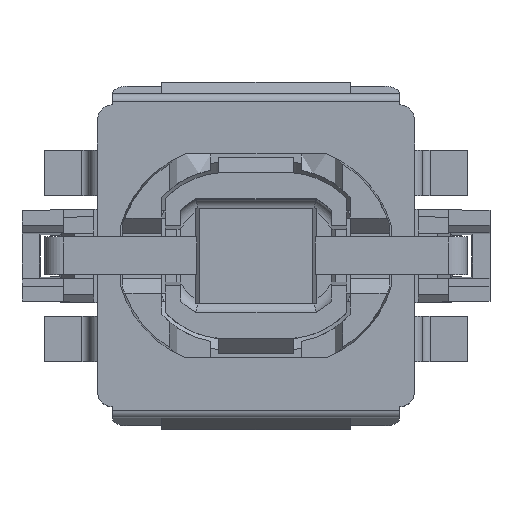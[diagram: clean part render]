
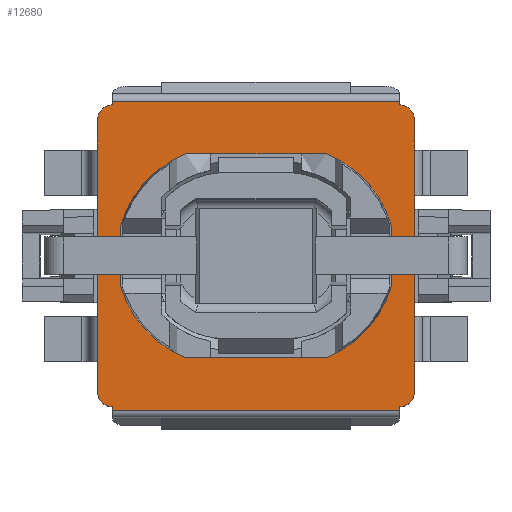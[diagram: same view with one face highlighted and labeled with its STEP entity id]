
A CAD part, top view. The second image highlights one B-rep face of the part: STEP entity #12680.
In plain terms, the highlighted planar face has unit normal (0, 0, 1).
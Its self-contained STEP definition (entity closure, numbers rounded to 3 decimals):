
#226=FACE_BOUND('',#4186,.T.);
#1609=LINE('',#21830,#2837);
#1611=LINE('',#21834,#2839);
#1613=LINE('',#21838,#2841);
#1614=LINE('',#21840,#2842);
#1615=LINE('',#21842,#2843);
#1616=LINE('',#21846,#2844);
#1618=LINE('',#21851,#2846);
#1620=LINE('',#21854,#2848);
#1621=LINE('',#21859,#2849);
#1627=LINE('',#21873,#2855);
#1630=LINE('',#21881,#2858);
#1632=LINE('',#21894,#2860);
#2837=VECTOR('',#17178,3.8);
#2839=VECTOR('',#17184,0.042);
#2841=VECTOR('',#17190,0.042);
#2842=VECTOR('',#17193,3.6);
#2843=VECTOR('',#17196,3.6);
#2844=VECTOR('',#17201,0.045);
#2846=VECTOR('',#17207,3.8);
#2848=VECTOR('',#17211,0.045);
#2849=VECTOR('',#17216,0.755);
#2855=VECTOR('',#17230,1.858);
#2858=VECTOR('',#17239,0.755);
#2860=VECTOR('',#17259,1.858);
#3516=FACE_OUTER_BOUND('',#4185,.T.);
#4185=EDGE_LOOP('',(#10929,#10930,#10931,#10932,#10933,#10934,#10935,#10936,
#10937,#10938,#10939,#10940));
#4186=EDGE_LOOP('',(#10941,#10942,#10943,#10944,#10945,#10946,#10947,#10948));
#4533=CIRCLE('',#13653,0.2);
#4534=CIRCLE('',#13659,0.2);
#4535=CIRCLE('',#13662,0.2);
#4544=CIRCLE('',#13744,0.2);
#4555=CIRCLE('',#13801,1.45);
#4557=CIRCLE('',#13805,1.45);
#4563=CIRCLE('',#13815,1.45);
#4564=CIRCLE('',#13816,1.45);
#5575=VERTEX_POINT('',#21423);
#5576=VERTEX_POINT('',#21425);
#5578=VERTEX_POINT('',#21440);
#5579=VERTEX_POINT('',#21442);
#5582=VERTEX_POINT('',#21454);
#5583=VERTEX_POINT('',#21456);
#5661=VERTEX_POINT('',#21752);
#5662=VERTEX_POINT('',#21754);
#5668=VERTEX_POINT('',#21827);
#5669=VERTEX_POINT('',#21829);
#5670=VERTEX_POINT('',#21844);
#5671=VERTEX_POINT('',#21849);
#5672=VERTEX_POINT('',#21857);
#5673=VERTEX_POINT('',#21858);
#5676=VERTEX_POINT('',#21866);
#5677=VERTEX_POINT('',#21872);
#5678=VERTEX_POINT('',#21876);
#5679=VERTEX_POINT('',#21880);
#5680=VERTEX_POINT('',#21891);
#5681=VERTEX_POINT('',#21893);
#7214=EDGE_CURVE('',#5576,#5575,#4533,.T.);
#7223=EDGE_CURVE('',#5579,#5578,#4534,.T.);
#7231=EDGE_CURVE('',#5583,#5582,#4535,.T.);
#7353=EDGE_CURVE('',#5662,#5661,#4544,.T.);
#7390=EDGE_CURVE('',#5669,#5668,#1609,.T.);
#7393=EDGE_CURVE('',#5668,#5583,#1611,.T.);
#7395=EDGE_CURVE('',#5669,#5575,#1613,.T.);
#7396=EDGE_CURVE('',#5576,#5661,#1614,.T.);
#7397=EDGE_CURVE('',#5579,#5582,#1615,.T.);
#7399=EDGE_CURVE('',#5578,#5670,#1616,.T.);
#7402=EDGE_CURVE('',#5670,#5671,#1618,.T.);
#7404=EDGE_CURVE('',#5662,#5671,#1620,.T.);
#7405=EDGE_CURVE('',#5672,#5673,#1621,.T.);
#7409=EDGE_CURVE('',#5672,#5676,#4555,.T.);
#7413=EDGE_CURVE('',#5676,#5677,#1627,.T.);
#7416=EDGE_CURVE('',#5677,#5678,#4557,.T.);
#7417=EDGE_CURVE('',#5678,#5679,#1630,.T.);
#7424=EDGE_CURVE('',#5673,#5680,#4563,.T.);
#7425=EDGE_CURVE('',#5680,#5681,#1632,.T.);
#7426=EDGE_CURVE('',#5681,#5679,#4564,.T.);
#10929=ORIENTED_EDGE('',*,*,#7390,.T.);
#10930=ORIENTED_EDGE('',*,*,#7393,.T.);
#10931=ORIENTED_EDGE('',*,*,#7231,.T.);
#10932=ORIENTED_EDGE('',*,*,#7397,.F.);
#10933=ORIENTED_EDGE('',*,*,#7223,.T.);
#10934=ORIENTED_EDGE('',*,*,#7399,.T.);
#10935=ORIENTED_EDGE('',*,*,#7402,.T.);
#10936=ORIENTED_EDGE('',*,*,#7404,.F.);
#10937=ORIENTED_EDGE('',*,*,#7353,.T.);
#10938=ORIENTED_EDGE('',*,*,#7396,.F.);
#10939=ORIENTED_EDGE('',*,*,#7214,.T.);
#10940=ORIENTED_EDGE('',*,*,#7395,.F.);
#10941=ORIENTED_EDGE('',*,*,#7424,.T.);
#10942=ORIENTED_EDGE('',*,*,#7425,.T.);
#10943=ORIENTED_EDGE('',*,*,#7426,.T.);
#10944=ORIENTED_EDGE('',*,*,#7417,.F.);
#10945=ORIENTED_EDGE('',*,*,#7416,.F.);
#10946=ORIENTED_EDGE('',*,*,#7413,.F.);
#10947=ORIENTED_EDGE('',*,*,#7409,.F.);
#10948=ORIENTED_EDGE('',*,*,#7405,.T.);
#11386=PLANE('',#13814);
#12680=ADVANCED_FACE('',(#3516,#226),#11386,.T.);
#13653=AXIS2_PLACEMENT_3D('',#21426,#16807,#16808);
#13659=AXIS2_PLACEMENT_3D('',#21443,#16827,#16828);
#13662=AXIS2_PLACEMENT_3D('',#21457,#16840,#16841);
#13744=AXIS2_PLACEMENT_3D('',#21755,#17073,#17074);
#13801=AXIS2_PLACEMENT_3D('',#21867,#17222,#17223);
#13805=AXIS2_PLACEMENT_3D('',#21878,#17235,#17236);
#13814=AXIS2_PLACEMENT_3D('',#21890,#17255,#17256);
#13815=AXIS2_PLACEMENT_3D('',#21892,#17257,#17258);
#13816=AXIS2_PLACEMENT_3D('',#21895,#17260,#17261);
#16807=DIRECTION('center_axis',(0.,0.,1.));
#16808=DIRECTION('ref_axis',(1.,0.,0.));
#16827=DIRECTION('center_axis',(0.,0.,1.));
#16828=DIRECTION('ref_axis',(-1.,0.,0.));
#16840=DIRECTION('center_axis',(0.,0.,1.));
#16841=DIRECTION('ref_axis',(0.,1.,0.));
#17073=DIRECTION('center_axis',(0.,0.,1.));
#17074=DIRECTION('ref_axis',(0.,-1.,0.));
#17178=DIRECTION('',(-1.,0.,0.));
#17184=DIRECTION('',(0.,-1.,0.));
#17190=DIRECTION('',(0.,-1.,0.));
#17193=DIRECTION('',(0.,-1.,0.));
#17196=DIRECTION('',(0.,1.,0.));
#17201=DIRECTION('',(0.,-1.,0.));
#17207=DIRECTION('',(1.,0.,0.));
#17211=DIRECTION('',(0.,-1.,0.));
#17216=DIRECTION('',(0.,-1.,0.));
#17222=DIRECTION('center_axis',(0.,0.,1.));
#17223=DIRECTION('ref_axis',(0.966,0.26,0.));
#17230=DIRECTION('',(-1.,0.,0.));
#17235=DIRECTION('center_axis',(0.,0.,1.));
#17236=DIRECTION('ref_axis',(-0.365,0.931,0.));
#17239=DIRECTION('',(0.,-1.,0.));
#17255=DIRECTION('center_axis',(0.,0.,1.));
#17256=DIRECTION('ref_axis',(1.,0.,0.));
#17257=DIRECTION('center_axis',(0.,0.,-1.));
#17258=DIRECTION('ref_axis',(0.966,-0.26,0.));
#17259=DIRECTION('',(-1.,0.,0.));
#17260=DIRECTION('center_axis',(0.,0.,-1.));
#17261=DIRECTION('ref_axis',(-0.365,-0.931,0.));
#21423=CARTESIAN_POINT('',(1.9,2.,-0.1));
#21425=CARTESIAN_POINT('',(2.1,1.8,-0.1));
#21426=CARTESIAN_POINT('Origin',(1.9,1.8,-0.1));
#21440=CARTESIAN_POINT('',(-1.9,-2.,-0.1));
#21442=CARTESIAN_POINT('',(-2.1,-1.8,-0.1));
#21443=CARTESIAN_POINT('Origin',(-1.9,-1.8,-0.1));
#21454=CARTESIAN_POINT('',(-2.1,1.8,-0.1));
#21456=CARTESIAN_POINT('',(-1.9,2.,-0.1));
#21457=CARTESIAN_POINT('Origin',(-1.9,1.8,-0.1));
#21752=CARTESIAN_POINT('',(2.1,-1.8,-0.1));
#21754=CARTESIAN_POINT('',(1.9,-2.,-0.1));
#21755=CARTESIAN_POINT('Origin',(1.9,-1.8,-0.1));
#21827=CARTESIAN_POINT('',(-1.9,2.042,-0.1));
#21829=CARTESIAN_POINT('',(1.9,2.042,-0.1));
#21830=CARTESIAN_POINT('',(1.9,2.042,-0.1));
#21834=CARTESIAN_POINT('',(-1.9,2.042,-0.1));
#21838=CARTESIAN_POINT('',(1.9,2.042,-0.1));
#21840=CARTESIAN_POINT('',(2.1,1.8,-0.1));
#21842=CARTESIAN_POINT('',(-2.1,-1.8,-0.1));
#21844=CARTESIAN_POINT('',(-1.9,-2.045,-0.1));
#21846=CARTESIAN_POINT('',(-1.9,-2.,-0.1));
#21849=CARTESIAN_POINT('',(1.9,-2.045,-0.1));
#21851=CARTESIAN_POINT('',(-1.9,-2.045,-0.1));
#21854=CARTESIAN_POINT('',(1.9,-2.,-0.1));
#21857=CARTESIAN_POINT('',(1.8,0.377,-0.1));
#21858=CARTESIAN_POINT('',(1.8,-0.377,-0.1));
#21859=CARTESIAN_POINT('',(1.8,0.377,-0.1));
#21866=CARTESIAN_POINT('',(0.929,1.35,-0.1));
#21867=CARTESIAN_POINT('Origin',(0.4,0.,-0.1));
#21872=CARTESIAN_POINT('',(-0.929,1.35,-0.1));
#21873=CARTESIAN_POINT('',(0.929,1.35,-0.1));
#21876=CARTESIAN_POINT('',(-1.8,0.377,-0.1));
#21878=CARTESIAN_POINT('Origin',(-0.4,0.,-0.1));
#21880=CARTESIAN_POINT('',(-1.8,-0.377,-0.1));
#21881=CARTESIAN_POINT('',(-1.8,0.377,-0.1));
#21890=CARTESIAN_POINT('Origin',(0.,2.124,-0.1));
#21891=CARTESIAN_POINT('',(0.929,-1.35,-0.1));
#21892=CARTESIAN_POINT('Origin',(0.4,0.,-0.1));
#21893=CARTESIAN_POINT('',(-0.929,-1.35,-0.1));
#21894=CARTESIAN_POINT('',(0.929,-1.35,-0.1));
#21895=CARTESIAN_POINT('Origin',(-0.4,0.,-0.1));
